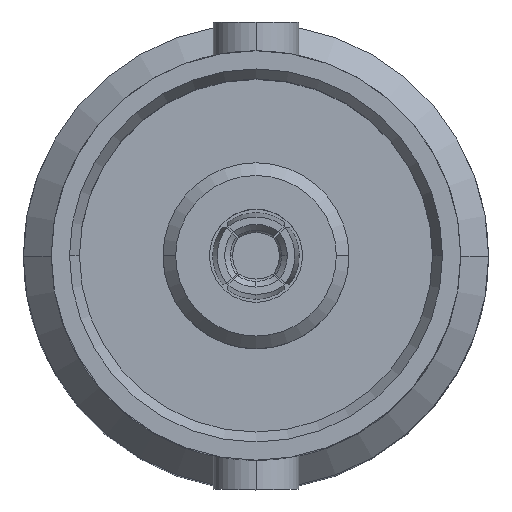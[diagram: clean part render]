
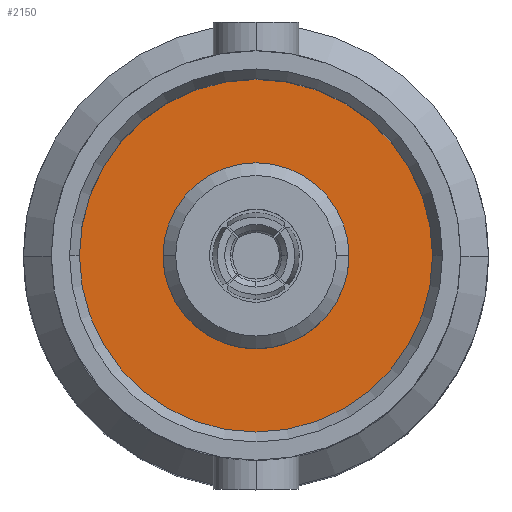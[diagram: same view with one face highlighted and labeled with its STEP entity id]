
A CAD part, top view. The second image highlights one B-rep face of the part: STEP entity #2150.
In plain terms, the highlighted planar face has unit normal (0, 0, 1).
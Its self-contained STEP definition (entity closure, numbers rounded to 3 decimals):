
#359 = AXIS2_PLACEMENT_3D ( 'NONE', #2461, #2400, #2430 ) ;
#405 = AXIS2_PLACEMENT_3D ( 'NONE', #3434, #3445, #3439 ) ;
#421 = AXIS2_PLACEMENT_3D ( 'NONE', #465, #463, #457 ) ;
#432 = AXIS2_PLACEMENT_3D ( 'NONE', #1554, #1555, #1556 ) ;
#457 = DIRECTION ( 'NONE',  ( 1., 0., 0. ) ) ;
#463 = DIRECTION ( 'NONE',  ( 0., 0., 1. ) ) ;
#465 = CARTESIAN_POINT ( 'NONE',  ( 0., 0., -7. ) ) ;
#540 = FACE_OUTER_BOUND ( 'NONE', #2085, .T. ) ;
#545 = FACE_BOUND ( 'NONE', #2073, .T. ) ;
#1554 = CARTESIAN_POINT ( 'NONE',  ( 0., 0., -7. ) ) ;
#1555 = DIRECTION ( 'NONE',  ( 0., 0., 1. ) ) ;
#1556 = DIRECTION ( 'NONE',  ( 1., 0., 0. ) ) ;
#1906 = VERTEX_POINT ( 'NONE', #2881 ) ;
#1912 = VERTEX_POINT ( 'NONE', #2984 ) ;
#1941 = VERTEX_POINT ( 'NONE', #3015 ) ;
#1943 = VERTEX_POINT ( 'NONE', #2979 ) ;
#2073 = EDGE_LOOP ( 'NONE', ( #4077, #4012 ) ) ;
#2085 = EDGE_LOOP ( 'NONE', ( #4115, #4018 ) ) ;
#2150 = ADVANCED_FACE ( 'NONE', ( #545, #540 ), #3196, .T. ) ;
#2400 = DIRECTION ( 'NONE',  ( 0., 0., 1. ) ) ;
#2430 = DIRECTION ( 'NONE',  ( 1., 0., 0. ) ) ;
#2461 = CARTESIAN_POINT ( 'NONE',  ( 0., 0., -7. ) ) ;
#2485 = AXIS2_PLACEMENT_3D ( 'NONE', #3203, #3204, #3205 ) ;
#2583 = EDGE_CURVE ( 'NONE', #1941, #1943, #2823, .T. ) ;
#2823 = CIRCLE ( 'NONE', #359, 2.198 ) ;
#2881 = CARTESIAN_POINT ( 'NONE',  ( 4.175, 0., -7. ) ) ;
#2979 = CARTESIAN_POINT ( 'NONE',  ( 2.198, 0., -7. ) ) ;
#2984 = CARTESIAN_POINT ( 'NONE',  ( -4.175, 0., -7. ) ) ;
#3015 = CARTESIAN_POINT ( 'NONE',  ( -2.198, 0., -7. ) ) ;
#3196 = PLANE ( 'NONE',  #2485 ) ;
#3203 = CARTESIAN_POINT ( 'NONE',  ( 0., 4.175, -7. ) ) ;
#3204 = DIRECTION ( 'NONE',  ( 0., 0., 1. ) ) ;
#3205 = DIRECTION ( 'NONE',  ( 1., 0., 0. ) ) ;
#3434 = CARTESIAN_POINT ( 'NONE',  ( 0., 0., -7. ) ) ;
#3439 = DIRECTION ( 'NONE',  ( 1., 0., 0. ) ) ;
#3445 = DIRECTION ( 'NONE',  ( 0., 0., 1. ) ) ;
#3556 = EDGE_CURVE ( 'NONE', #1906, #1912, #3891, .T. ) ;
#3585 = EDGE_CURVE ( 'NONE', #1912, #1906, #3907, .T. ) ;
#3612 = EDGE_CURVE ( 'NONE', #1943, #1941, #3943, .T. ) ;
#3891 = CIRCLE ( 'NONE', #405, 4.175 ) ;
#3907 = CIRCLE ( 'NONE', #421, 4.175 ) ;
#3943 = CIRCLE ( 'NONE', #432, 2.198 ) ;
#4012 = ORIENTED_EDGE ( 'NONE', *, *, #2583, .F. ) ;
#4018 = ORIENTED_EDGE ( 'NONE', *, *, #3585, .T. ) ;
#4077 = ORIENTED_EDGE ( 'NONE', *, *, #3612, .F. ) ;
#4115 = ORIENTED_EDGE ( 'NONE', *, *, #3556, .T. ) ;
